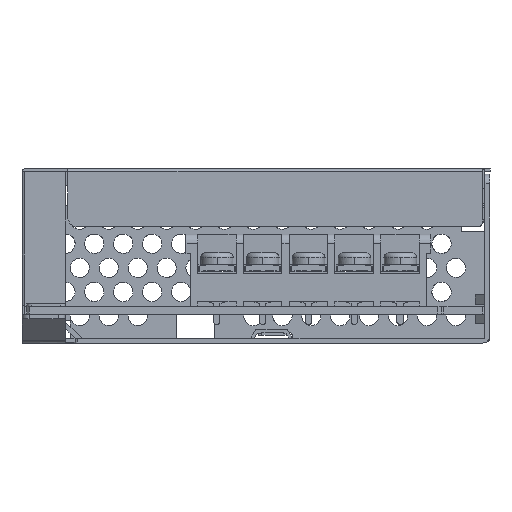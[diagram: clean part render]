
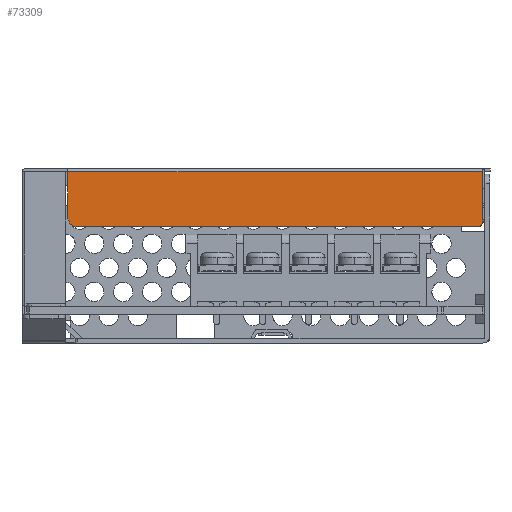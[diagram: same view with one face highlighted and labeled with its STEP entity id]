
A CAD part, left-side view. The second image highlights one B-rep face of the part: STEP entity #73309.
In plain terms, the highlighted planar face has unit normal (-1, 0, 0).
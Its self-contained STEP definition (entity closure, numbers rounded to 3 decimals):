
#78 = VECTOR ( 'NONE', #9868, 1000. ) ;
#487 = CARTESIAN_POINT ( 'NONE',  ( -304.167, 272.783, 16.207 ) ) ;
#2878 = CARTESIAN_POINT ( 'NONE',  ( -304.167, 0., 26.6 ) ) ;
#4312 = CARTESIAN_POINT ( 'NONE',  ( -304.167, 273.025, 17.2 ) ) ;
#5664 = CARTESIAN_POINT ( 'NONE',  ( -304.167, 187.025, 26.6 ) ) ;
#6099 = CARTESIAN_POINT ( 'NONE',  ( -304.167, 187.025, 113.775 ) ) ;
#7052 = CARTESIAN_POINT ( 'NONE',  ( -304.167, 187.025, 16.072 ) ) ;
#7137 = DIRECTION ( 'NONE',  ( -1., 0., 0. ) ) ;
#9868 = DIRECTION ( 'NONE',  ( 0., -1., 0. ) ) ;
#10152 = DIRECTION ( 'NONE',  ( 0., 0., -1. ) ) ;
#10323 = EDGE_LOOP ( 'NONE', ( #61628, #52778, #45601, #63271, #35798, #56801 ) ) ;
#15794 = CARTESIAN_POINT ( 'NONE',  ( -304.167, 271.025, 15.2 ) ) ;
#17323 = CARTESIAN_POINT ( 'NONE',  ( -304.167, 187.204, 15.62 ) ) ;
#17782 = CARTESIAN_POINT ( 'NONE',  ( -304.167, 187.122, 15.769 ) ) ;
#18027 = CARTESIAN_POINT ( 'NONE',  ( -304.167, 273.025, 113.775 ) ) ;
#18243 = CARTESIAN_POINT ( 'NONE',  ( -304.167, 187.672, 15.264 ) ) ;
#19160 = CARTESIAN_POINT ( 'NONE',  ( -304.167, 187.145, 15.723 ) ) ;
#19783 = VERTEX_POINT ( 'NONE', #22822 ) ;
#21851 = CARTESIAN_POINT ( 'NONE',  ( -304.167, 271.525, 15.247 ) ) ;
#22822 = CARTESIAN_POINT ( 'NONE',  ( -304.167, 273.025, 26.6 ) ) ;
#24284 = CARTESIAN_POINT ( 'NONE',  ( -304.167, 187.415, 15.396 ) ) ;
#26127 = VERTEX_POINT ( 'NONE', #4312 ) ;
#26287 = CARTESIAN_POINT ( 'NONE',  ( -304.167, 187.025, 16.2 ) ) ;
#28147 = VERTEX_POINT ( 'NONE', #65129 ) ;
#28375 = EDGE_CURVE ( 'NONE', #26127, #55417, #56937, .T. ) ;
#28813 = CARTESIAN_POINT ( 'NONE',  ( -304.167, 272.183, 15.559 ) ) ;
#28939 = DIRECTION ( 'NONE',  ( 0., 0., 1. ) ) ;
#29257 = CARTESIAN_POINT ( 'NONE',  ( -304.167, 271.279, 15.2 ) ) ;
#33227 = VECTOR ( 'NONE', #42273, 1000. ) ;
#35300 = DIRECTION ( 'NONE',  ( 0., -1., 0. ) ) ;
#35798 = ORIENTED_EDGE ( 'NONE', *, *, #28375, .T. ) ;
#36212 = CARTESIAN_POINT ( 'NONE',  ( -304.167, 271.979, 15.44 ) ) ;
#36782 = LINE ( 'NONE', #2878, #78 ) ;
#41385 = CARTESIAN_POINT ( 'NONE',  ( -304.167, 187.025, 16.2 ) ) ;
#41821 = LINE ( 'NONE', #6099, #33227 ) ;
#42273 = DIRECTION ( 'NONE',  ( 0., 0., 1. ) ) ;
#42400 = PLANE ( 'NONE',  #61892 ) ;
#42716 = CARTESIAN_POINT ( 'NONE',  ( -304.167, 272.907, 16.523 ) ) ;
#43171 = CARTESIAN_POINT ( 'NONE',  ( -304.167, 271.793, 15.353 ) ) ;
#44091 = CARTESIAN_POINT ( 'NONE',  ( -304.167, 272.896, 16.493 ) ) ;
#45601 = ORIENTED_EDGE ( 'NONE', *, *, #48678, .F. ) ;
#46073 = CARTESIAN_POINT ( 'NONE',  ( -304.167, 187.269, 15.542 ) ) ;
#46272 = VECTOR ( 'NONE', #10152, 1000. ) ;
#46539 = CARTESIAN_POINT ( 'NONE',  ( -304.167, 187.108, 15.8 ) ) ;
#48678 = EDGE_CURVE ( 'NONE', #19783, #52553, #36782, .T. ) ;
#50609 = CARTESIAN_POINT ( 'NONE',  ( -304.167, 271.824, 15.367 ) ) ;
#51064 = CARTESIAN_POINT ( 'NONE',  ( -304.167, 273.025, 17.073 ) ) ;
#52553 = VERTEX_POINT ( 'NONE', #5664 ) ;
#52778 = ORIENTED_EDGE ( 'NONE', *, *, #54707, .T. ) ;
#53503 = CARTESIAN_POINT ( 'NONE',  ( -304.167, 187.716, 15.249 ) ) ;
#54413 = CARTESIAN_POINT ( 'NONE',  ( -304.167, 187.761, 15.234 ) ) ;
#54707 = EDGE_CURVE ( 'NONE', #83344, #52553, #41821, .T. ) ;
#54727 = EDGE_CURVE ( 'NONE', #55417, #28147, #91028, .T. ) ;
#55417 = VERTEX_POINT ( 'NONE', #87520 ) ;
#56673 = CARTESIAN_POINT ( 'NONE',  ( -304.167, 273.007, 16.885 ) ) ;
#56801 = ORIENTED_EDGE ( 'NONE', *, *, #54727, .T. ) ;
#56937 = B_SPLINE_CURVE_WITH_KNOTS ( 'NONE', 3,
 ( #65018, #51064, #56673, #85014, #78071, #42716, #44091, #64117, #487, #58045, #64562, #28813, #36212, #63195, #50609, #43171, #57115, #21851, #29257, #15794 ),
 .UNSPECIFIED., .F., .F.,
 ( 4, 1, 1, 1, 2, 2, 2, 1, 1, 1, 2, 2, 4 ),
 ( 0., 0.125, 0.187, 0.219, 0.234, 0.25, 0.5, 0.625, 0.687, 0.719, 0.734, 0.75, 1. ),
 .UNSPECIFIED. ) ;
#57115 = CARTESIAN_POINT ( 'NONE',  ( -304.167, 271.776, 15.346 ) ) ;
#57123 = CARTESIAN_POINT ( 'NONE',  ( -304.167, 281.925, 15.2 ) ) ;
#58045 = CARTESIAN_POINT ( 'NONE',  ( -304.167, 272.634, 15.981 ) ) ;
#61628 = ORIENTED_EDGE ( 'NONE', *, *, #77632, .T. ) ;
#61892 = AXIS2_PLACEMENT_3D ( 'NONE', #63329, #7137, #28939 ) ;
#63195 = CARTESIAN_POINT ( 'NONE',  ( -304.167, 271.872, 15.388 ) ) ;
#63271 = ORIENTED_EDGE ( 'NONE', *, *, #84258, .T. ) ;
#63329 = CARTESIAN_POINT ( 'NONE',  ( -304.167, 281.925, 113.775 ) ) ;
#64117 = CARTESIAN_POINT ( 'NONE',  ( -304.167, 272.89, 16.48 ) ) ;
#64562 = CARTESIAN_POINT ( 'NONE',  ( -304.167, 272.341, 15.688 ) ) ;
#65018 = CARTESIAN_POINT ( 'NONE',  ( -304.167, 273.025, 17.2 ) ) ;
#65129 = CARTESIAN_POINT ( 'NONE',  ( -304.167, 188.025, 15.2 ) ) ;
#68388 = CARTESIAN_POINT ( 'NONE',  ( -304.167, 187.686, 15.259 ) ) ;
#68847 = CARTESIAN_POINT ( 'NONE',  ( -304.167, 187.528, 15.321 ) ) ;
#70689 = CARTESIAN_POINT ( 'NONE',  ( -304.167, 187.048, 15.95 ) ) ;
#73309 = ADVANCED_FACE ( 'NONE', ( #85150 ), #42400, .T. ) ;
#74225 = LINE ( 'NONE', #18027, #46272 ) ;
#76315 = VECTOR ( 'NONE', #35300, 1000. ) ;
#76754 = CARTESIAN_POINT ( 'NONE',  ( -304.167, 187.101, 15.817 ) ) ;
#77632 = EDGE_CURVE ( 'NONE', #28147, #83344, #80575, .T. ) ;
#78071 = CARTESIAN_POINT ( 'NONE',  ( -304.167, 272.923, 16.568 ) ) ;
#80575 = B_SPLINE_CURVE_WITH_KNOTS ( 'NONE', 3,
 ( #87886, #80941, #81395, #54413, #53503, #68388, #18243, #68847, #24284, #46073, #17323, #19160, #17782, #46539, #76754, #70689, #7052, #41385 ),
 .UNSPECIFIED., .F., .F.,
 ( 4, 1, 1, 2, 2, 2, 1, 1, 2, 2, 4 ),
 ( 0., 0.125, 0.188, 0.219, 0.25, 0.5, 0.625, 0.688, 0.719, 0.75, 1. ),
 .UNSPECIFIED. ) ;
#80941 = CARTESIAN_POINT ( 'NONE',  ( -304.167, 187.961, 15.2 ) ) ;
#81395 = CARTESIAN_POINT ( 'NONE',  ( -304.167, 187.867, 15.209 ) ) ;
#83344 = VERTEX_POINT ( 'NONE', #26287 ) ;
#84258 = EDGE_CURVE ( 'NONE', #19783, #26127, #74225, .T. ) ;
#85014 = CARTESIAN_POINT ( 'NONE',  ( -304.167, 272.956, 16.673 ) ) ;
#85150 = FACE_OUTER_BOUND ( 'NONE', #10323, .T. ) ;
#87520 = CARTESIAN_POINT ( 'NONE',  ( -304.167, 271.025, 15.2 ) ) ;
#87886 = CARTESIAN_POINT ( 'NONE',  ( -304.167, 188.025, 15.2 ) ) ;
#91028 = LINE ( 'NONE', #57123, #76315 ) ;
